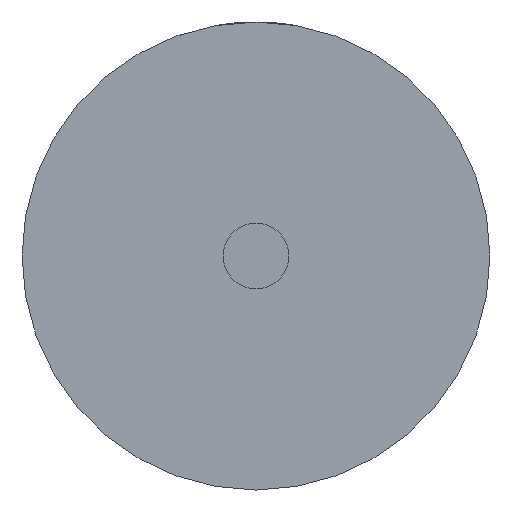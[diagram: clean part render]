
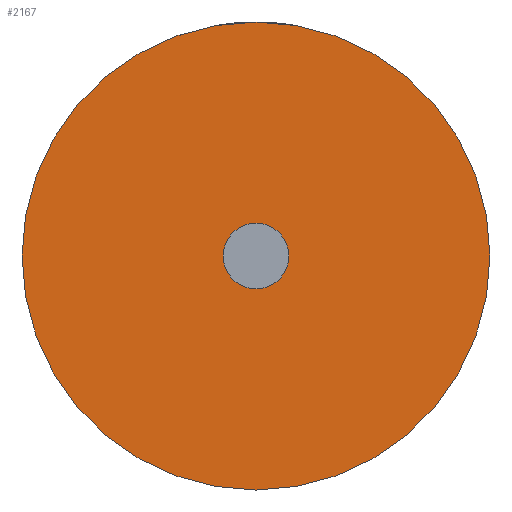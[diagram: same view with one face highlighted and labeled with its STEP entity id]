
A CAD part, left-side view. The second image highlights one B-rep face of the part: STEP entity #2167.
In plain terms, the highlighted planar face has unit normal (-1, 0, 0).
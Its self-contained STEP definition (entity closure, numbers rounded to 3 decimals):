
#79 = DIRECTION ( 'NONE',  ( 0., 0., -1. ) ) ;
#83 = EDGE_CURVE ( 'NONE', #3728, #2918, #649, .T. ) ;
#145 = DIRECTION ( 'NONE',  ( 0., 0., -1. ) ) ;
#171 = AXIS2_PLACEMENT_3D ( 'NONE', #1551, #1215, #2195 ) ;
#243 = CIRCLE ( 'NONE', #171, 42.75 ) ;
#404 = CARTESIAN_POINT ( 'NONE',  ( 0., 0., -6. ) ) ;
#649 = CIRCLE ( 'NONE', #3026, 6. ) ;
#653 = DIRECTION ( 'NONE',  ( 0., 0., -1. ) ) ;
#675 = CARTESIAN_POINT ( 'NONE',  ( 0., 0., 0. ) ) ;
#722 = CARTESIAN_POINT ( 'NONE',  ( 0., 0., 0. ) ) ;
#925 = CARTESIAN_POINT ( 'NONE',  ( 0., 0., 0. ) ) ;
#1002 = CARTESIAN_POINT ( 'NONE',  ( 0., 0., -42.75 ) ) ;
#1012 = ORIENTED_EDGE ( 'NONE', *, *, #2414, .F. ) ;
#1073 = CARTESIAN_POINT ( 'NONE',  ( 0., 0., 6. ) ) ;
#1215 = DIRECTION ( 'NONE',  ( 1., 0., 0. ) ) ;
#1267 = EDGE_CURVE ( 'NONE', #2918, #3728, #3960, .T. ) ;
#1288 = DIRECTION ( 'NONE',  ( -1., 0., 0. ) ) ;
#1460 = AXIS2_PLACEMENT_3D ( 'NONE', #2520, #3176, #653 ) ;
#1470 = ORIENTED_EDGE ( 'NONE', *, *, #83, .F. ) ;
#1551 = CARTESIAN_POINT ( 'NONE',  ( 0., 0., 0. ) ) ;
#1787 = CIRCLE ( 'NONE', #3631, 42.75 ) ;
#1817 = AXIS2_PLACEMENT_3D ( 'NONE', #722, #3191, #145 ) ;
#1821 = EDGE_LOOP ( 'NONE', ( #1470, #2418 ) ) ;
#2167 = ADVANCED_FACE ( 'NONE', ( #2293, #2340 ), #3146, .F. ) ;
#2195 = DIRECTION ( 'NONE',  ( 0., 0., -1. ) ) ;
#2293 = FACE_OUTER_BOUND ( 'NONE', #3935, .T. ) ;
#2340 = FACE_BOUND ( 'NONE', #1821, .T. ) ;
#2414 = EDGE_CURVE ( 'NONE', #3853, #2861, #243, .T. ) ;
#2418 = ORIENTED_EDGE ( 'NONE', *, *, #1267, .F. ) ;
#2442 = EDGE_CURVE ( 'NONE', #2861, #3853, #1787, .T. ) ;
#2477 = DIRECTION ( 'NONE',  ( 1., 0., 0. ) ) ;
#2520 = CARTESIAN_POINT ( 'NONE',  ( 0., 0., 0. ) ) ;
#2785 = DIRECTION ( 'NONE',  ( 0., 0., -1. ) ) ;
#2861 = VERTEX_POINT ( 'NONE', #1002 ) ;
#2918 = VERTEX_POINT ( 'NONE', #1073 ) ;
#3026 = AXIS2_PLACEMENT_3D ( 'NONE', #675, #1288, #79 ) ;
#3146 = PLANE ( 'NONE',  #1817 ) ;
#3176 = DIRECTION ( 'NONE',  ( -1., 0., 0. ) ) ;
#3191 = DIRECTION ( 'NONE',  ( 1., 0., 0. ) ) ;
#3497 = ORIENTED_EDGE ( 'NONE', *, *, #2442, .F. ) ;
#3631 = AXIS2_PLACEMENT_3D ( 'NONE', #925, #2477, #2785 ) ;
#3728 = VERTEX_POINT ( 'NONE', #404 ) ;
#3853 = VERTEX_POINT ( 'NONE', #3937 ) ;
#3935 = EDGE_LOOP ( 'NONE', ( #1012, #3497 ) ) ;
#3937 = CARTESIAN_POINT ( 'NONE',  ( 0., 0., 42.75 ) ) ;
#3960 = CIRCLE ( 'NONE', #1460, 6. ) ;
